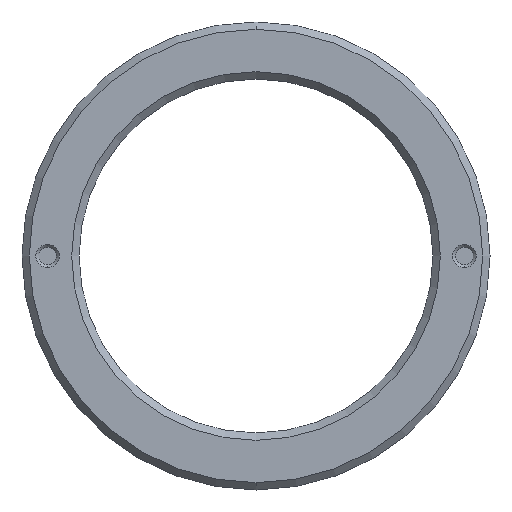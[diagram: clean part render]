
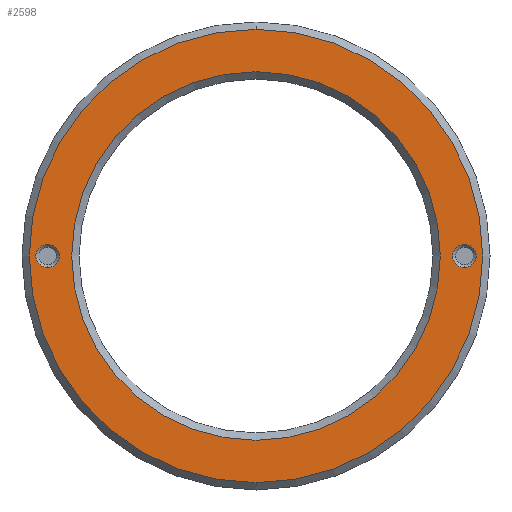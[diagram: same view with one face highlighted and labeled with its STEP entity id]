
A CAD part, front view. The second image highlights one B-rep face of the part: STEP entity #2598.
In plain terms, the highlighted planar face has unit normal (0, -1, 0).
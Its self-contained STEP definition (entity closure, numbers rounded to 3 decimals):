
#170 = EDGE_CURVE ( 'NONE', #7264, #11468, #6361, .T. ) ;
#221 = AXIS2_PLACEMENT_3D ( 'NONE', #12102, #8817, #11080 ) ;
#320 = AXIS2_PLACEMENT_3D ( 'NONE', #2539, #10831, #4579 ) ;
#474 = AXIS2_PLACEMENT_3D ( 'NONE', #2145, #9213, #10431 ) ;
#567 = CARTESIAN_POINT ( 'NONE',  ( 0., 0., 15.5 ) ) ;
#574 = DIRECTION ( 'NONE',  ( 0., 0., 1. ) ) ;
#591 = AXIS2_PLACEMENT_3D ( 'NONE', #9324, #11385, #4172 ) ;
#594 = CARTESIAN_POINT ( 'NONE',  ( 0., 0., -15.5 ) ) ;
#767 = CIRCLE ( 'NONE', #320, 0.8 ) ;
#957 = AXIS2_PLACEMENT_3D ( 'NONE', #13131, #8044, #3677 ) ;
#1308 = CARTESIAN_POINT ( 'NONE',  ( -14.25, 0., 0.8 ) ) ;
#1397 = EDGE_CURVE ( 'NONE', #2081, #8022, #12229, .T. ) ;
#1754 = AXIS2_PLACEMENT_3D ( 'NONE', #13226, #3100, #7256 ) ;
#1854 = CARTESIAN_POINT ( 'NONE',  ( 0., 0., -12.6 ) ) ;
#1862 = EDGE_LOOP ( 'NONE', ( #12057, #11547 ) ) ;
#2081 = VERTEX_POINT ( 'NONE', #1308 ) ;
#2145 = CARTESIAN_POINT ( 'NONE',  ( 0., 0., 0. ) ) ;
#2203 = AXIS2_PLACEMENT_3D ( 'NONE', #5147, #4129, #11277 ) ;
#2309 = EDGE_LOOP ( 'NONE', ( #7768, #8207 ) ) ;
#2368 = VERTEX_POINT ( 'NONE', #6079 ) ;
#2539 = CARTESIAN_POINT ( 'NONE',  ( 14.25, 0., 0. ) ) ;
#2598 = ADVANCED_FACE ( 'NONE', ( #3587, #8029, #4817, #13113 ), #7963, .F. ) ;
#2813 = EDGE_LOOP ( 'NONE', ( #6072, #13000 ) ) ;
#3088 = EDGE_CURVE ( 'NONE', #12550, #11363, #7615, .T. ) ;
#3100 = DIRECTION ( 'NONE',  ( 0., 1., 0. ) ) ;
#3587 = FACE_BOUND ( 'NONE', #1862, .T. ) ;
#3677 = DIRECTION ( 'NONE',  ( 0., 0., 1. ) ) ;
#3981 = EDGE_CURVE ( 'NONE', #11468, #7264, #4816, .T. ) ;
#4129 = DIRECTION ( 'NONE',  ( 0., 1., 0. ) ) ;
#4172 = DIRECTION ( 'NONE',  ( 0., 0., 1. ) ) ;
#4223 = CARTESIAN_POINT ( 'NONE',  ( -14.25, 0., -0.8 ) ) ;
#4253 = EDGE_CURVE ( 'NONE', #11363, #12550, #9373, .T. ) ;
#4395 = AXIS2_PLACEMENT_3D ( 'NONE', #10932, #6927, #574 ) ;
#4472 = CARTESIAN_POINT ( 'NONE',  ( 0., 0., 0. ) ) ;
#4579 = DIRECTION ( 'NONE',  ( 0., 0., 1. ) ) ;
#4816 = CIRCLE ( 'NONE', #10665, 15.5 ) ;
#4817 = FACE_BOUND ( 'NONE', #2813, .T. ) ;
#5147 = CARTESIAN_POINT ( 'NONE',  ( 0., 0., 0. ) ) ;
#5473 = CARTESIAN_POINT ( 'NONE',  ( 14.25, 0., -0.8 ) ) ;
#5558 = EDGE_CURVE ( 'NONE', #8022, #2081, #8987, .T. ) ;
#6072 = ORIENTED_EDGE ( 'NONE', *, *, #7546, .T. ) ;
#6079 = CARTESIAN_POINT ( 'NONE',  ( 14.25, 0., 0.8 ) ) ;
#6361 = CIRCLE ( 'NONE', #474, 15.5 ) ;
#6927 = DIRECTION ( 'NONE',  ( 0., 1., 0. ) ) ;
#7256 = DIRECTION ( 'NONE',  ( 0., 0., 1. ) ) ;
#7264 = VERTEX_POINT ( 'NONE', #567 ) ;
#7546 = EDGE_CURVE ( 'NONE', #10753, #2368, #767, .T. ) ;
#7615 = CIRCLE ( 'NONE', #1754, 12.6 ) ;
#7768 = ORIENTED_EDGE ( 'NONE', *, *, #170, .T. ) ;
#7963 = PLANE ( 'NONE',  #221 ) ;
#8022 = VERTEX_POINT ( 'NONE', #4223 ) ;
#8029 = FACE_BOUND ( 'NONE', #8862, .T. ) ;
#8044 = DIRECTION ( 'NONE',  ( 0., 1., 0. ) ) ;
#8207 = ORIENTED_EDGE ( 'NONE', *, *, #3981, .T. ) ;
#8606 = DIRECTION ( 'NONE',  ( 0., -1., 0. ) ) ;
#8817 = DIRECTION ( 'NONE',  ( 0., 1., 0. ) ) ;
#8839 = ORIENTED_EDGE ( 'NONE', *, *, #5558, .T. ) ;
#8862 = EDGE_LOOP ( 'NONE', ( #8839, #13389 ) ) ;
#8987 = CIRCLE ( 'NONE', #957, 0.8 ) ;
#9213 = DIRECTION ( 'NONE',  ( 0., -1., 0. ) ) ;
#9324 = CARTESIAN_POINT ( 'NONE',  ( 14.25, 0., 0. ) ) ;
#9373 = CIRCLE ( 'NONE', #2203, 12.6 ) ;
#10431 = DIRECTION ( 'NONE',  ( 0., 0., 1. ) ) ;
#10665 = AXIS2_PLACEMENT_3D ( 'NONE', #4472, #8606, #12750 ) ;
#10753 = VERTEX_POINT ( 'NONE', #5473 ) ;
#10831 = DIRECTION ( 'NONE',  ( 0., 1., 0. ) ) ;
#10932 = CARTESIAN_POINT ( 'NONE',  ( -14.25, 0., 0. ) ) ;
#11080 = DIRECTION ( 'NONE',  ( 1., 0., 0. ) ) ;
#11277 = DIRECTION ( 'NONE',  ( 0., 0., 1. ) ) ;
#11363 = VERTEX_POINT ( 'NONE', #1854 ) ;
#11385 = DIRECTION ( 'NONE',  ( 0., 1., 0. ) ) ;
#11468 = VERTEX_POINT ( 'NONE', #594 ) ;
#11547 = ORIENTED_EDGE ( 'NONE', *, *, #3088, .T. ) ;
#12057 = ORIENTED_EDGE ( 'NONE', *, *, #4253, .T. ) ;
#12102 = CARTESIAN_POINT ( 'NONE',  ( 0., 0., 0. ) ) ;
#12180 = EDGE_CURVE ( 'NONE', #2368, #10753, #12756, .T. ) ;
#12229 = CIRCLE ( 'NONE', #4395, 0.8 ) ;
#12550 = VERTEX_POINT ( 'NONE', #12574 ) ;
#12574 = CARTESIAN_POINT ( 'NONE',  ( 0., 0., 12.6 ) ) ;
#12750 = DIRECTION ( 'NONE',  ( 0., 0., 1. ) ) ;
#12756 = CIRCLE ( 'NONE', #591, 0.8 ) ;
#13000 = ORIENTED_EDGE ( 'NONE', *, *, #12180, .T. ) ;
#13113 = FACE_OUTER_BOUND ( 'NONE', #2309, .T. ) ;
#13131 = CARTESIAN_POINT ( 'NONE',  ( -14.25, 0., 0. ) ) ;
#13226 = CARTESIAN_POINT ( 'NONE',  ( 0., 0., 0. ) ) ;
#13389 = ORIENTED_EDGE ( 'NONE', *, *, #1397, .T. ) ;
